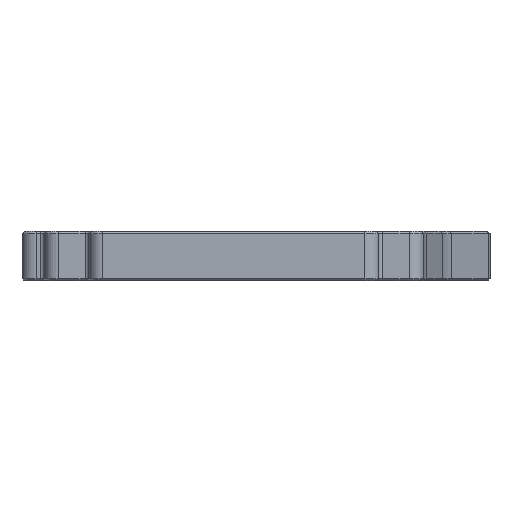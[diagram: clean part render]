
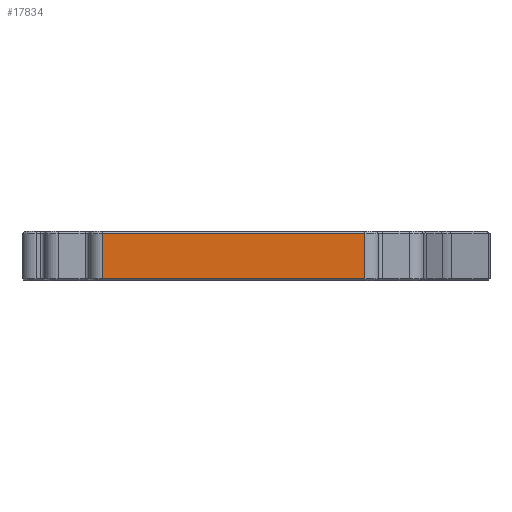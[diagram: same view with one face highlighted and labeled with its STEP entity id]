
A CAD part, left-side view. The second image highlights one B-rep face of the part: STEP entity #17834.
In plain terms, the highlighted planar face has unit normal (-1, 0, 0).
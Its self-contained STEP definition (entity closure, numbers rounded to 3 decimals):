
#1144=FACE_OUTER_BOUND('',#2224,.T.);
#2224=EDGE_LOOP('',(#14769,#14770,#14771,#14772));
#4572=LINE('',#28590,#6484);
#4668=LINE('',#28817,#6580);
#4669=LINE('',#28821,#6581);
#4670=LINE('',#28822,#6582);
#6484=VECTOR('',#23170,10.);
#6580=VECTOR('',#23382,1.);
#6581=VECTOR('',#23387,1.);
#6582=VECTOR('',#23388,1.);
#8323=VERTEX_POINT('',#28580);
#8325=VERTEX_POINT('',#28586);
#8399=VERTEX_POINT('',#28816);
#8400=VERTEX_POINT('',#28820);
#10533=EDGE_CURVE('',#8323,#8325,#4572,.T.);
#10656=EDGE_CURVE('',#8399,#8325,#4668,.T.);
#10658=EDGE_CURVE('',#8400,#8323,#4669,.T.);
#10659=EDGE_CURVE('',#8399,#8400,#4670,.T.);
#14769=ORIENTED_EDGE('',*,*,#10533,.F.);
#14770=ORIENTED_EDGE('',*,*,#10658,.F.);
#14771=ORIENTED_EDGE('',*,*,#10659,.F.);
#14772=ORIENTED_EDGE('',*,*,#10656,.T.);
#17036=PLANE('',#19301);
#17834=ADVANCED_FACE('',(#1144),#17036,.F.);
#19301=AXIS2_PLACEMENT_3D('',#28819,#23385,#23386);
#23170=DIRECTION('',(0.,-1.,0.));
#23382=DIRECTION('',(0.,0.,1.));
#23385=DIRECTION('center_axis',(1.,0.,0.));
#23386=DIRECTION('ref_axis',(0.,-1.,0.));
#23387=DIRECTION('',(0.,0.,1.));
#23388=DIRECTION('',(0.,1.,0.));
#28580=CARTESIAN_POINT('',(-21.5,66.,10.1));
#28586=CARTESIAN_POINT('',(-21.5,10.,10.1));
#28590=CARTESIAN_POINT('',(-21.5,51.506,10.1));
#28816=CARTESIAN_POINT('',(-21.5,10.,0.4));
#28817=CARTESIAN_POINT('',(-21.5,10.,0.));
#28819=CARTESIAN_POINT('Origin',(-21.5,66.,0.));
#28820=CARTESIAN_POINT('',(-21.5,66.,0.4));
#28821=CARTESIAN_POINT('',(-21.5,66.,0.));
#28822=CARTESIAN_POINT('',(-21.5,10.,0.4));
